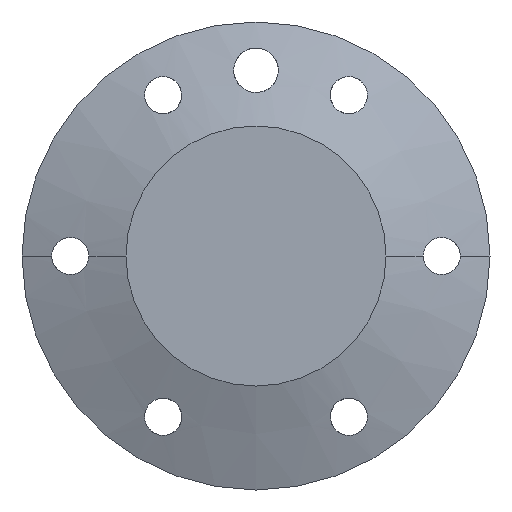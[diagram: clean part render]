
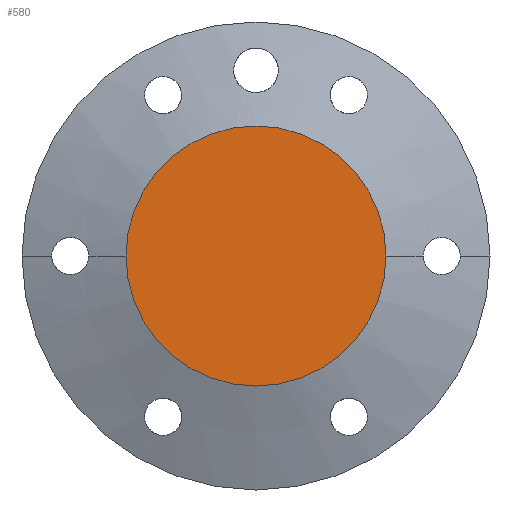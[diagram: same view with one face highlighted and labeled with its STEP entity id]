
A CAD part, left-side view. The second image highlights one B-rep face of the part: STEP entity #580.
In plain terms, the highlighted planar face has unit normal (-1, 0, 0).
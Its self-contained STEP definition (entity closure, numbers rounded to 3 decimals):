
#77 = CIRCLE ( 'NONE', #1089, 17.5 ) ;
#94 = ORIENTED_EDGE ( 'NONE', *, *, #364, .F. ) ;
#179 = DIRECTION ( 'NONE',  ( 0., 0., 1. ) ) ;
#186 = VERTEX_POINT ( 'NONE', #301 ) ;
#287 = FACE_OUTER_BOUND ( 'NONE', #806, .T. ) ;
#301 = CARTESIAN_POINT ( 'NONE',  ( 1456.5, -17.5, 1765. ) ) ;
#364 = EDGE_CURVE ( 'NONE', #1287, #186, #77, .T. ) ;
#478 = CARTESIAN_POINT ( 'NONE',  ( 1456.5, 0., 1765. ) ) ;
#507 = CARTESIAN_POINT ( 'NONE',  ( 1456.5, 0., 1765. ) ) ;
#517 = ORIENTED_EDGE ( 'NONE', *, *, #1223, .F. ) ;
#580 = ADVANCED_FACE ( 'NONE', ( #287 ), #1298, .T. ) ;
#625 = DIRECTION ( 'NONE',  ( 0., 0., 1. ) ) ;
#806 = EDGE_LOOP ( 'NONE', ( #94, #517 ) ) ;
#964 = CARTESIAN_POINT ( 'NONE',  ( 1456.5, 17.5, 1765. ) ) ;
#975 = DIRECTION ( 'NONE',  ( 0., 0., 1. ) ) ;
#980 = DIRECTION ( 'NONE',  ( 1., 0., 0. ) ) ;
#985 = DIRECTION ( 'NONE',  ( 1., 0., 0. ) ) ;
#1089 = AXIS2_PLACEMENT_3D ( 'NONE', #478, #980, #975 ) ;
#1148 = AXIS2_PLACEMENT_3D ( 'NONE', #1269, #1250, #625 ) ;
#1184 = AXIS2_PLACEMENT_3D ( 'NONE', #507, #985, #179 ) ;
#1215 = CIRCLE ( 'NONE', #1184, 17.5 ) ;
#1223 = EDGE_CURVE ( 'NONE', #186, #1287, #1215, .T. ) ;
#1250 = DIRECTION ( 'NONE',  ( -1., 0., 0. ) ) ;
#1269 = CARTESIAN_POINT ( 'NONE',  ( 1456.5, 0., 1765. ) ) ;
#1287 = VERTEX_POINT ( 'NONE', #964 ) ;
#1298 = PLANE ( 'NONE',  #1148 ) ;
